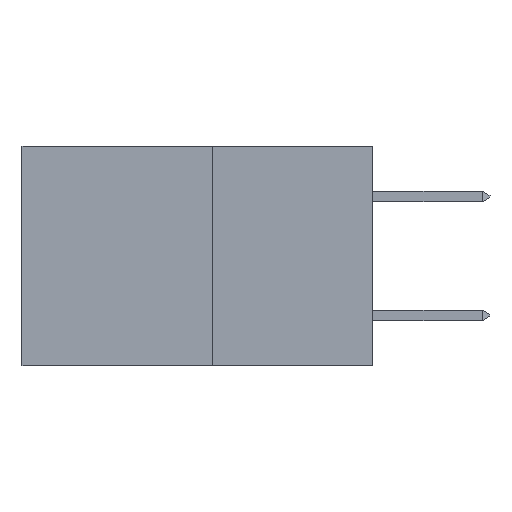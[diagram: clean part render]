
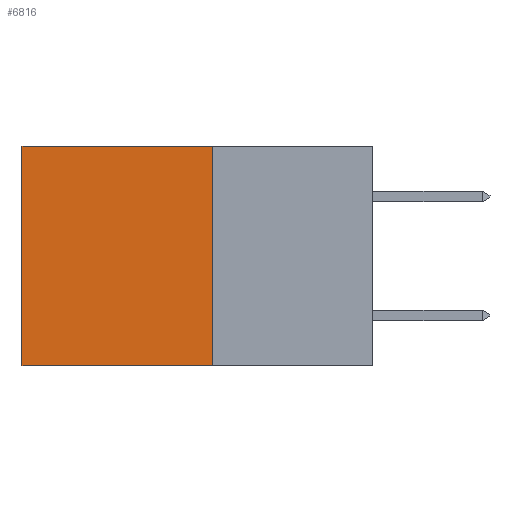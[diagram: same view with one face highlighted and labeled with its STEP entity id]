
A CAD part, left-side view. The second image highlights one B-rep face of the part: STEP entity #6816.
In plain terms, the highlighted planar face has unit normal (-1, 0, 0).
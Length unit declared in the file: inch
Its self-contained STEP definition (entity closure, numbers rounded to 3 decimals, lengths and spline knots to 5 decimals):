
#652 = LINE ( 'NONE', #6289, #6173 ) ;
#1232 = DIRECTION ( 'NONE',  ( 0., 1., 0. ) ) ;
#1597 = CARTESIAN_POINT ( 'NONE',  ( 0.277, 0.27, 0. ) ) ;
#2040 = PLANE ( 'NONE',  #8338 ) ;
#2303 = ORIENTED_EDGE ( 'NONE', *, *, #6672, .F. ) ;
#2314 = EDGE_CURVE ( 'NONE', #5346, #6118, #8522, .T. ) ;
#3002 = VECTOR ( 'NONE', #3994, 39.37008 ) ;
#3079 = EDGE_CURVE ( 'NONE', #9986, #5346, #7541, .T. ) ;
#3990 = CARTESIAN_POINT ( 'NONE',  ( 0.277, 0.27, -0.37 ) ) ;
#3994 = DIRECTION ( 'NONE',  ( 0., 0., -1. ) ) ;
#4143 = EDGE_CURVE ( 'NONE', #11245, #6118, #652, .T. ) ;
#4211 = DIRECTION ( 'NONE',  ( 0., 0., -1. ) ) ;
#4650 = CARTESIAN_POINT ( 'NONE',  ( 0.277, 0.27, 0. ) ) ;
#5125 = ORIENTED_EDGE ( 'NONE', *, *, #3079, .T. ) ;
#5324 = DIRECTION ( 'NONE',  ( 0., 0., -1. ) ) ;
#5346 = VERTEX_POINT ( 'NONE', #9303 ) ;
#5943 = DIRECTION ( 'NONE',  ( 0., 1., 0. ) ) ;
#6118 = VERTEX_POINT ( 'NONE', #13489 ) ;
#6173 = VECTOR ( 'NONE', #1232, 39.37008 ) ;
#6289 = CARTESIAN_POINT ( 'NONE',  ( 0.277, 0.27, -0.37 ) ) ;
#6453 = LINE ( 'NONE', #10216, #3002 ) ;
#6672 = EDGE_CURVE ( 'NONE', #9986, #11245, #6453, .T. ) ;
#6816 = ADVANCED_FACE ( 'NONE', ( #9684 ), #2040, .F. ) ;
#6998 = EDGE_LOOP ( 'NONE', ( #7262, #12723, #2303, #5125 ) ) ;
#7262 = ORIENTED_EDGE ( 'NONE', *, *, #2314, .T. ) ;
#7541 = LINE ( 'NONE', #4650, #12659 ) ;
#7886 = VECTOR ( 'NONE', #5324, 39.37008 ) ;
#8338 = AXIS2_PLACEMENT_3D ( 'NONE', #9403, #10445, #4211 ) ;
#8522 = LINE ( 'NONE', #9728, #7886 ) ;
#9303 = CARTESIAN_POINT ( 'NONE',  ( 0.277, 0.59, 0. ) ) ;
#9403 = CARTESIAN_POINT ( 'NONE',  ( 0.277, 0.27, -0.37 ) ) ;
#9684 = FACE_OUTER_BOUND ( 'NONE', #6998, .T. ) ;
#9728 = CARTESIAN_POINT ( 'NONE',  ( 0.277, 0.59, -0.37 ) ) ;
#9986 = VERTEX_POINT ( 'NONE', #1597 ) ;
#10216 = CARTESIAN_POINT ( 'NONE',  ( 0.277, 0.27, -0.37 ) ) ;
#10445 = DIRECTION ( 'NONE',  ( 1., 0., 0. ) ) ;
#11245 = VERTEX_POINT ( 'NONE', #3990 ) ;
#12659 = VECTOR ( 'NONE', #5943, 39.37008 ) ;
#12723 = ORIENTED_EDGE ( 'NONE', *, *, #4143, .F. ) ;
#13489 = CARTESIAN_POINT ( 'NONE',  ( 0.277, 0.59, -0.37 ) ) ;
